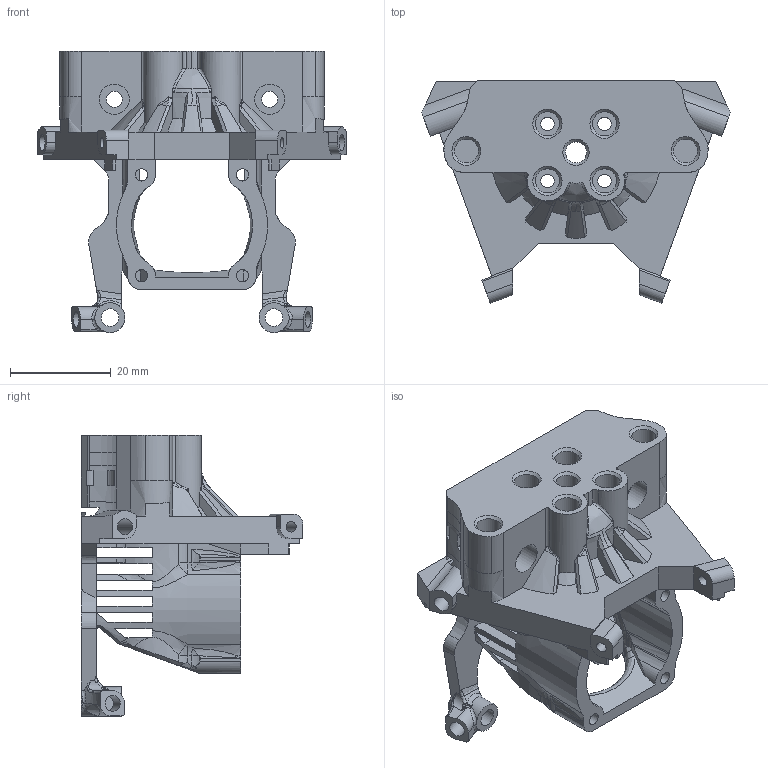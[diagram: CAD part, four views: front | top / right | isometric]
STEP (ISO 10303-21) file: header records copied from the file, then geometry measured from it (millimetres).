
FILE_DESCRIPTION(/* description */ (''),/* implementation_level */ '2;1');
FILE_NAME(/* name */ 'Xol 2 Hotend mounts - VZ-Hextrudort-low and LGX lite - TAP.step',/* time_stamp */ '2023-05-02T16:23:30+02:00',/* author */ (''),/* organization */ (''),/* preprocessor_version */ 'ST-DEVELOPER v19.2',/* originating_system */ 'Autodesk Translation Framework v12.4.0.73',/* authorisation */ '');
FILE_SCHEMA (('AUTOMOTIVE_DESIGN { 1 0 10303 214 3 1 1 }'));
Length unit declared in the file: metre
Products named in the file (2): Xol 2 Hotend mounts - VZ-Hextrudort-low and LGX lite - TAP; Xol 2 Dragon UHF - Hotend Mount - VZ-Hexdrudort-Low - TAP
Assembly tree (1 placements, depth 2):
  Xol 2 Hotend mounts - VZ-Hextrudort-low and LGX lite - TAP
    Xol 2 Dragon UHF - Hotend Mount - VZ-Hexdrudort-Low - TAP
Bounding box: 61.18 x 44.01 x 55.72 mm (x, y, z)
Volume: 27145.9 mm3; surface area: 14921.5 mm2
Topology: 1 solids, 1 shells, 646 faces, 1854 edges, 1191 vertices
Faces by surface type: plane 207, bspline 206, cylinder 199, cone 18, torus 16
Full cylindrical faces by diameter (mm): 2.1 x2, 2.45 x4, 2.7 x4, 3.2 x6, 3.5 x2, 4.2 x1, 4.7 x2, 4.8 x4, 6 x2
Entity records: 29121 total; most frequent: CARTESIAN_POINT 13475, ORIENTED_EDGE 3702, DIRECTION 2713, EDGE_CURVE 1851, VERTEX_POINT 1191, AXIS2_PLACEMENT_3D 1027, EDGE_LOOP 686, LINE 659
